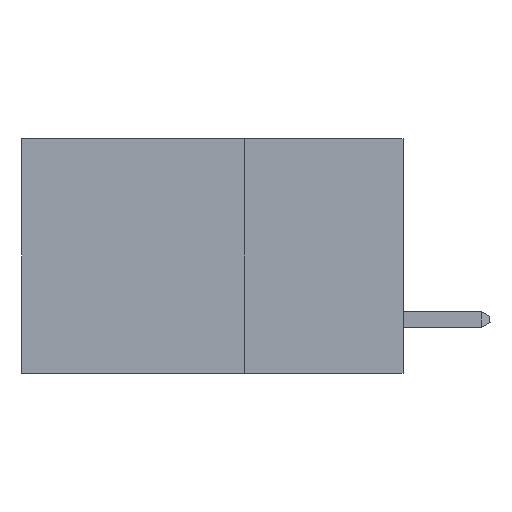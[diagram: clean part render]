
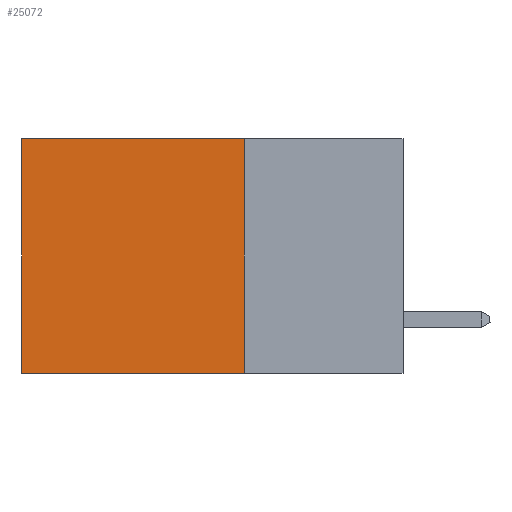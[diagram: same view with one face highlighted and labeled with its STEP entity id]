
A CAD part, left-side view. The second image highlights one B-rep face of the part: STEP entity #25072.
In plain terms, the highlighted planar face has unit normal (-1, 0, 0).
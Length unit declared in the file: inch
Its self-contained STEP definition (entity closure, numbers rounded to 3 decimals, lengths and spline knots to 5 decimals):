
#180 = CARTESIAN_POINT ( 'NONE',  ( 0.2875, 0.25, 0. ) ) ;
#1176 = DIRECTION ( 'NONE',  ( 0., 0., -1. ) ) ;
#1965 = LINE ( 'NONE', #28457, #2670 ) ;
#2263 = VERTEX_POINT ( 'NONE', #6079 ) ;
#2670 = VECTOR ( 'NONE', #1176, 39.37008 ) ;
#2745 = PLANE ( 'NONE',  #9621 ) ;
#4677 = VERTEX_POINT ( 'NONE', #17985 ) ;
#5107 = EDGE_LOOP ( 'NONE', ( #14153, #9507, #8585, #20544 ) ) ;
#6079 = CARTESIAN_POINT ( 'NONE',  ( 0.2875, 0.6, -0.37 ) ) ;
#6781 = CARTESIAN_POINT ( 'NONE',  ( 0.2875, 0.25, -0.37 ) ) ;
#8111 = EDGE_CURVE ( 'NONE', #10574, #2263, #1965, .T. ) ;
#8585 = ORIENTED_EDGE ( 'NONE', *, *, #26072, .F. ) ;
#9507 = ORIENTED_EDGE ( 'NONE', *, *, #18437, .F. ) ;
#9621 = AXIS2_PLACEMENT_3D ( 'NONE', #11702, #20376, #11415 ) ;
#10574 = VERTEX_POINT ( 'NONE', #29060 ) ;
#10633 = LINE ( 'NONE', #10679, #22606 ) ;
#10679 = CARTESIAN_POINT ( 'NONE',  ( 0.2875, 0.25, 0. ) ) ;
#11415 = DIRECTION ( 'NONE',  ( 0., 0., -1. ) ) ;
#11702 = CARTESIAN_POINT ( 'NONE',  ( 0.2875, 0.25, 0. ) ) ;
#11892 = VECTOR ( 'NONE', #18530, 39.37008 ) ;
#13889 = VERTEX_POINT ( 'NONE', #180 ) ;
#14153 = ORIENTED_EDGE ( 'NONE', *, *, #8111, .T. ) ;
#16095 = LINE ( 'NONE', #16248, #11892 ) ;
#16248 = CARTESIAN_POINT ( 'NONE',  ( 0.2875, 0.25, 0. ) ) ;
#17244 = DIRECTION ( 'NONE',  ( 0., 0., -1. ) ) ;
#17985 = CARTESIAN_POINT ( 'NONE',  ( 0.2875, 0.25, -0.37 ) ) ;
#18046 = FACE_OUTER_BOUND ( 'NONE', #5107, .T. ) ;
#18437 = EDGE_CURVE ( 'NONE', #4677, #2263, #23539, .T. ) ;
#18530 = DIRECTION ( 'NONE',  ( 0., 1., 0. ) ) ;
#20376 = DIRECTION ( 'NONE',  ( 1., 0., 0. ) ) ;
#20544 = ORIENTED_EDGE ( 'NONE', *, *, #28015, .T. ) ;
#22606 = VECTOR ( 'NONE', #17244, 39.37008 ) ;
#23539 = LINE ( 'NONE', #6781, #24919 ) ;
#24919 = VECTOR ( 'NONE', #28959, 39.37008 ) ;
#25072 = ADVANCED_FACE ( 'NONE', ( #18046 ), #2745, .F. ) ;
#26072 = EDGE_CURVE ( 'NONE', #13889, #4677, #10633, .T. ) ;
#28015 = EDGE_CURVE ( 'NONE', #13889, #10574, #16095, .T. ) ;
#28457 = CARTESIAN_POINT ( 'NONE',  ( 0.2875, 0.6, 0. ) ) ;
#28959 = DIRECTION ( 'NONE',  ( 0., 1., 0. ) ) ;
#29060 = CARTESIAN_POINT ( 'NONE',  ( 0.2875, 0.6, 0. ) ) ;
